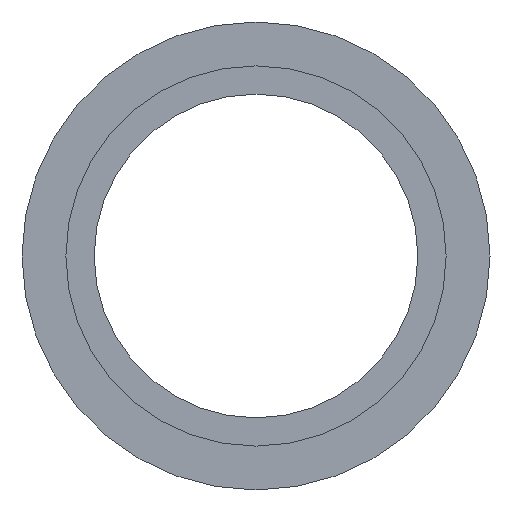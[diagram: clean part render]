
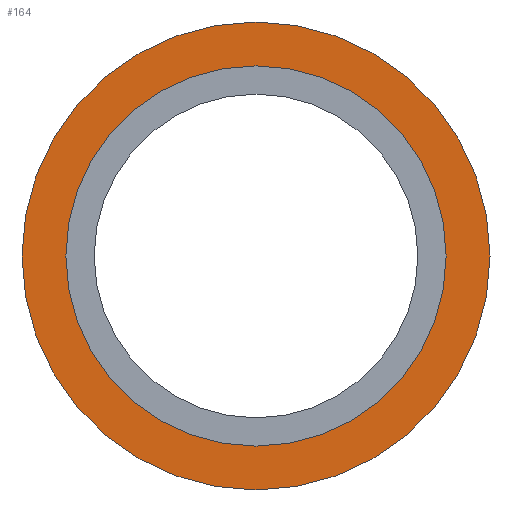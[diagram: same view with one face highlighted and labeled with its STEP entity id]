
A CAD part, front view. The second image highlights one B-rep face of the part: STEP entity #164.
In plain terms, the highlighted planar face has unit normal (0, -1, 0).
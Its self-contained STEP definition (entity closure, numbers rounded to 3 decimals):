
#20=FACE_BOUND('',#56,.T.);
#26=PLANE('',#202);
#38=FACE_OUTER_BOUND('',#55,.T.);
#55=EDGE_LOOP('',(#145));
#56=EDGE_LOOP('',(#146));
#73=CIRCLE('',#187,8.518);
#76=CIRCLE('',#192,10.484);
#85=VERTEX_POINT('',#273);
#88=VERTEX_POINT('',#282);
#98=EDGE_CURVE('',#85,#85,#73,.F.);
#102=EDGE_CURVE('',#88,#88,#76,.T.);
#145=ORIENTED_EDGE('',*,*,#102,.T.);
#146=ORIENTED_EDGE('',*,*,#98,.T.);
#164=ADVANCED_FACE('',(#38,#20),#26,.F.);
#187=AXIS2_PLACEMENT_3D('',#274,#222,#223);
#192=AXIS2_PLACEMENT_3D('',#283,#233,#234);
#202=AXIS2_PLACEMENT_3D('',#301,#257,#258);
#222=DIRECTION('center_axis',(0.,-1.,0.));
#223=DIRECTION('ref_axis',(1.,0.,0.));
#233=DIRECTION('center_axis',(0.,-1.,0.));
#234=DIRECTION('ref_axis',(0.,0.,1.));
#257=DIRECTION('center_axis',(0.,1.,0.));
#258=DIRECTION('ref_axis',(0.,0.,1.));
#273=CARTESIAN_POINT('',(-8.518,1.3,0.));
#274=CARTESIAN_POINT('Origin',(0.,1.3,0.));
#282=CARTESIAN_POINT('',(0.,1.3,-10.484));
#283=CARTESIAN_POINT('Origin',(0.,1.3,0.));
#301=CARTESIAN_POINT('Origin',(0.,1.3,0.));
